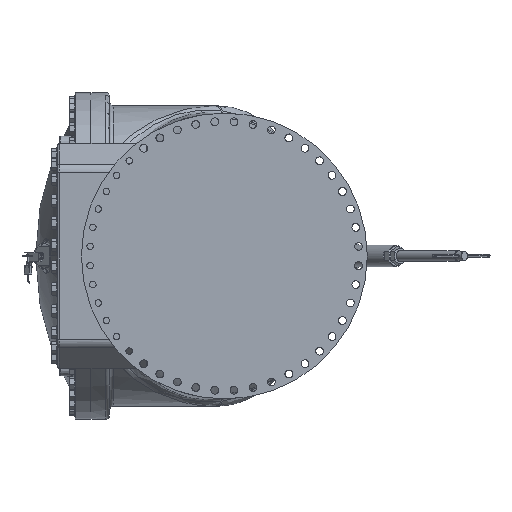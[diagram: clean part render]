
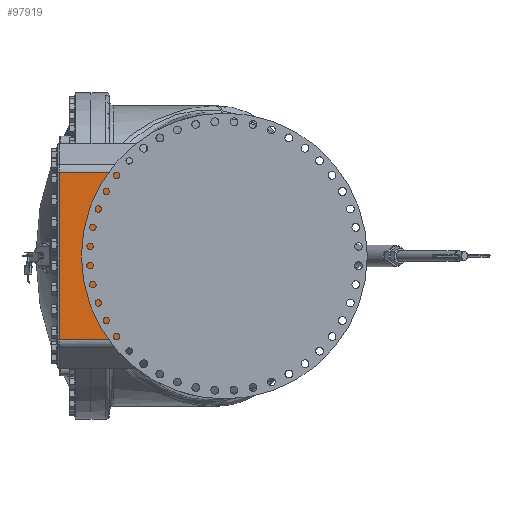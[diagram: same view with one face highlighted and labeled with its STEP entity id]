
A CAD part, left-side view. The second image highlights one B-rep face of the part: STEP entity #97919.
In plain terms, the highlighted planar face has unit normal (-1, 0, 0).
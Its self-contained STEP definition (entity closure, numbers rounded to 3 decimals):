
#7243=DIRECTION('',(0.,1.,0.));
#7244=VECTOR('',#7243,14.827);
#7245=CARTESIAN_POINT('',(-34.38,19.543,17.345));
#7246=LINE('',#7245,#7244);
#7319=DIRECTION('',(0.,0.,1.));
#7320=VECTOR('',#7319,34.691);
#7321=CARTESIAN_POINT('',(-34.38,34.37,-17.345));
#7322=LINE('',#7321,#7320);
#7323=CARTESIAN_POINT('',(-34.38,19.543,17.345));
#7324=CARTESIAN_POINT('',(-34.38,19.582,17.301));
#7325=CARTESIAN_POINT('',(-34.38,19.662,17.211));
#7326=CARTESIAN_POINT('',(-34.38,19.779,17.075));
#7327=CARTESIAN_POINT('',(-34.38,19.857,16.985));
#7328=CARTESIAN_POINT('',(-34.38,19.896,16.939));
#7330=CARTESIAN_POINT('',(-34.38,0.,0.));
#7331=DIRECTION('',(-1.,0.,0.));
#7332=DIRECTION('',(0.,0.761,0.648));
#7333=AXIS2_PLACEMENT_3D('',#7330,#7331,#7332);
#7335=CARTESIAN_POINT('',(-34.38,19.895,
-16.94));
#7336=CARTESIAN_POINT('',(-34.38,19.856,
-16.986));
#7337=CARTESIAN_POINT('',(-34.38,19.779,
-17.076));
#7338=CARTESIAN_POINT('',(-34.38,19.661,
-17.211));
#7339=CARTESIAN_POINT('',(-34.38,19.582,
-17.301));
#7340=CARTESIAN_POINT('',(-34.38,19.543,-17.345));
#7351=DIRECTION('',(0.,-1.,0.));
#7352=VECTOR('',#7351,14.827);
#7353=CARTESIAN_POINT('',(-34.38,34.37,-17.345));
#7354=LINE('',#7353,#7352);
#7355=CARTESIAN_POINT('',(-34.38,19.543,-17.345));
#89485=VERTEX_POINT('',#7355);
#89487=VERTEX_POINT('',#7335);
#89488=CARTESIAN_POINT('',(-34.38,19.896,16.939));
#89489=VERTEX_POINT('',#89488);
#89490=VERTEX_POINT('',#7323);
#89999=CARTESIAN_POINT('',(-34.38,34.37,17.345));
#90000=VERTEX_POINT('',#89999);
#90003=CARTESIAN_POINT('',(-34.38,34.37,-17.345));
#90004=VERTEX_POINT('',#90003);
#97901=CARTESIAN_POINT('',(-34.38,28.,-18.5));
#97902=DIRECTION('',(-1.,0.,0.));
#97903=DIRECTION('',(0.,0.,1.));
#97904=AXIS2_PLACEMENT_3D('',#97901,#97902,#97903);
#97905=PLANE('',#97904);
#97907=ORIENTED_EDGE('',*,*,#97906,.F.);
#97909=ORIENTED_EDGE('',*,*,#97908,.T.);
#97910=ORIENTED_EDGE('',*,*,#97882,.F.);
#97912=ORIENTED_EDGE('',*,*,#97911,.T.);
#97914=ORIENTED_EDGE('',*,*,#97913,.T.);
#97916=ORIENTED_EDGE('',*,*,#97915,.T.);
#97917=EDGE_LOOP('',(#97907,#97909,#97910,#97912,#97914,#97916));
#97918=FACE_OUTER_BOUND('',#97917,.F.);
#7329=B_SPLINE_CURVE_WITH_KNOTS('',3,(#7323,#7324,#7325,#7326,#7327,#7328),
.UNSPECIFIED.,.F.,.F.,(4,1,1,4),(0.,0.333,0.667,1.),
.UNSPECIFIED.);
#7334=CIRCLE('',#7333,26.13);
#7341=B_SPLINE_CURVE_WITH_KNOTS('',3,(#7335,#7336,#7337,#7338,#7339,#7340),
.UNSPECIFIED.,.F.,.F.,(4,1,1,4),(0.,0.333,0.667,1.),
.UNSPECIFIED.);
#97882=EDGE_CURVE('',#89490,#90000,#7246,.T.);
#97906=EDGE_CURVE('',#90004,#89485,#7354,.T.);
#97908=EDGE_CURVE('',#90004,#90000,#7322,.T.);
#97911=EDGE_CURVE('',#89490,#89489,#7329,.T.);
#97913=EDGE_CURVE('',#89489,#89487,#7334,.T.);
#97915=EDGE_CURVE('',#89487,#89485,#7341,.T.);
#97919=ADVANCED_FACE('',(#97918),#97905,.T.);
